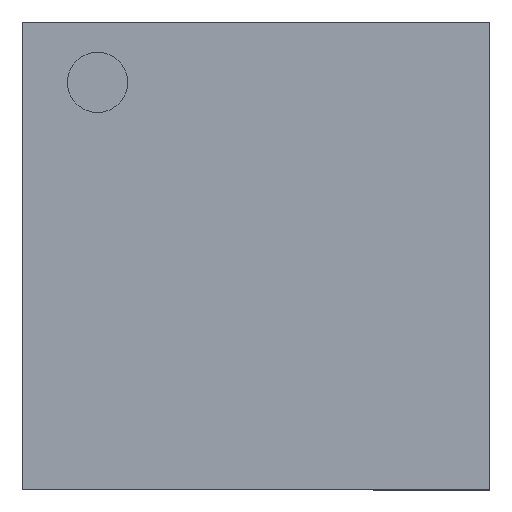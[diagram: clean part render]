
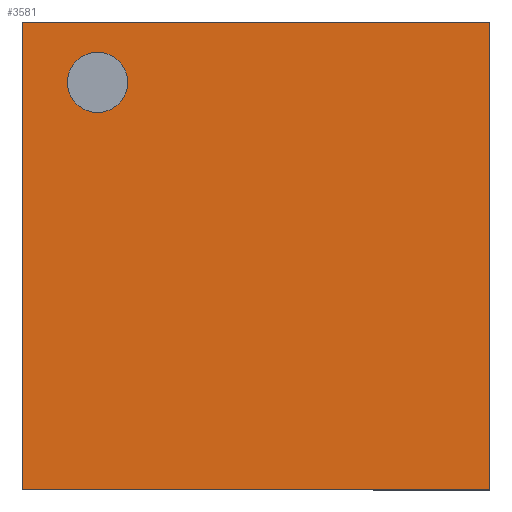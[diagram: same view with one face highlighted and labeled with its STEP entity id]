
A CAD part, top view. The second image highlights one B-rep face of the part: STEP entity #3581.
In plain terms, the highlighted planar face has unit normal (0, 0, 1).
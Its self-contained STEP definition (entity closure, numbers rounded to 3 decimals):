
#1891=CARTESIAN_POINT('',(-0.85,1.15,0.8));
#1892=VERTEX_POINT('',#1891);
#1901=CARTESIAN_POINT('',(-1.25,1.15,0.8));
#1902=VERTEX_POINT('',#1901);
#1903=CARTESIAN_POINT('',(-1.05,1.15,0.8));
#1904=DIRECTION('',(0.0,0.0,-1.0));
#1905=DIRECTION('',(1.0,0.0,0.0));
#1906=AXIS2_PLACEMENT_3D('',#1903,#1904,#1905);
#1907=CIRCLE('',#1906,0.2);
#1908=EDGE_CURVE('',#1902,#1892,#1907,.T.);
#1942=CARTESIAN_POINT('',(-1.05,1.15,0.8));
#1943=DIRECTION('',(0.0,0.0,-1.0));
#1944=DIRECTION('',(1.0,0.0,0.0));
#1945=AXIS2_PLACEMENT_3D('',#1942,#1943,#1944);
#1946=CIRCLE('',#1945,0.2);
#1947=EDGE_CURVE('',#1892,#1902,#1946,.T.);
#3538=CARTESIAN_POINT('',(0.0,0.0,0.8));
#3539=DIRECTION('',(0.0,0.0,1.0));
#3540=DIRECTION('',(0.0,-1.0,0.0));
#3541=AXIS2_PLACEMENT_3D('',#3538,#3539,#3540);
#3542=PLANE('',#3541);
#3543=CARTESIAN_POINT('',(-1.55,-1.55,0.8));
#3544=VERTEX_POINT('',#3543);
#3545=CARTESIAN_POINT('',(1.55,-1.55,0.8));
#3546=VERTEX_POINT('',#3545);
#3547=CARTESIAN_POINT('',(-1.55,-1.55,0.8));
#3548=DIRECTION('',(1.0,0.0,0.0));
#3549=VECTOR('',#3548,3.1);
#3550=LINE('',#3547,#3549);
#3551=EDGE_CURVE('',#3544,#3546,#3550,.T.);
#3552=ORIENTED_EDGE('',*,*,#3551,.T.);
#3553=CARTESIAN_POINT('',(1.55,1.55,0.8));
#3554=VERTEX_POINT('',#3553);
#3555=CARTESIAN_POINT('',(1.55,-1.55,0.8));
#3556=DIRECTION('',(0.0,1.0,0.0));
#3557=VECTOR('',#3556,3.1);
#3558=LINE('',#3555,#3557);
#3559=EDGE_CURVE('',#3546,#3554,#3558,.T.);
#3560=ORIENTED_EDGE('',*,*,#3559,.T.);
#3561=CARTESIAN_POINT('',(-1.55,1.55,0.8));
#3562=VERTEX_POINT('',#3561);
#3563=CARTESIAN_POINT('',(1.55,1.55,0.8));
#3564=DIRECTION('',(-1.0,0.0,0.0));
#3565=VECTOR('',#3564,3.1);
#3566=LINE('',#3563,#3565);
#3567=EDGE_CURVE('',#3554,#3562,#3566,.T.);
#3568=ORIENTED_EDGE('',*,*,#3567,.T.);
#3569=CARTESIAN_POINT('',(-1.55,1.55,0.8));
#3570=DIRECTION('',(0.0,-1.0,0.0));
#3571=VECTOR('',#3570,3.1);
#3572=LINE('',#3569,#3571);
#3573=EDGE_CURVE('',#3562,#3544,#3572,.T.);
#3574=ORIENTED_EDGE('',*,*,#3573,.T.);
#3575=EDGE_LOOP('',(#3552,#3560,#3568,#3574));
#3576=FACE_OUTER_BOUND('',#3575,.T.);
#3577=ORIENTED_EDGE('',*,*,#1947,.T.);
#3578=ORIENTED_EDGE('',*,*,#1908,.T.);
#3579=EDGE_LOOP('',(#3577,#3578));
#3580=FACE_BOUND('',#3579,.T.);
#3581=ADVANCED_FACE('',(#3576,#3580),#3542,.T.);
